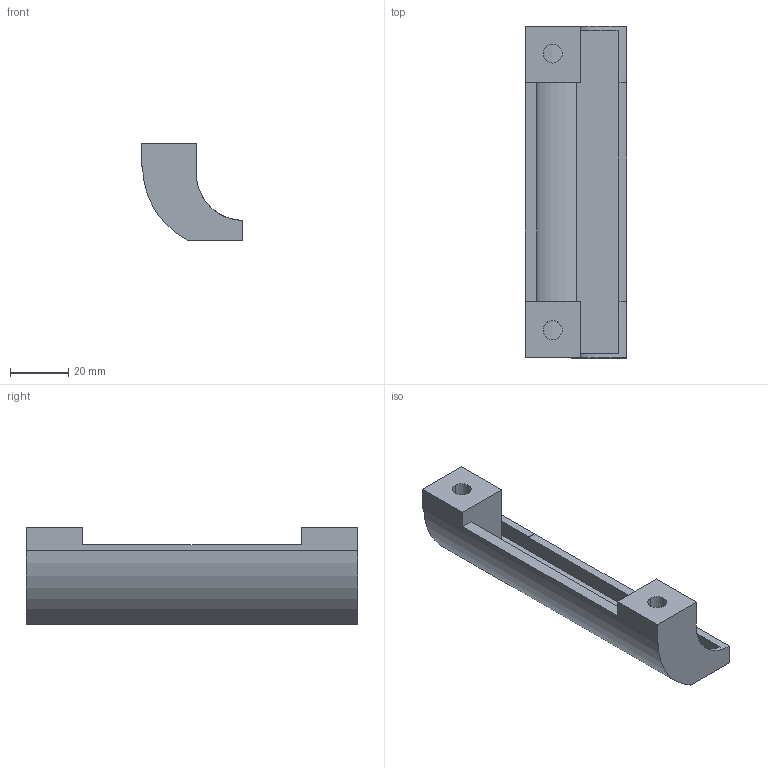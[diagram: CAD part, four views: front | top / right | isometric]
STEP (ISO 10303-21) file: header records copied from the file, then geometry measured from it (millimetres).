
FILE_DESCRIPTION((''),'2;1');
FILE_NAME('12079_ROCAJ_ZAPRT_KPL_ASM','2022-09-19T07:50:42',('PredragRovcanin'),('Audax d.o.o.'),'CREO PARAMETRIC BY PTC INC, 2020281','CREO PARAMETRIC BY PTC INC, 2020281','');
FILE_SCHEMA(('AP242_MANAGED_MODEL_BASED_3D_ENGINEERING_MIM_LF { 1 0 10303 442 1 1 4 }'));
Length unit declared in the file: millimetre
Products named in the file (2): 12079_ROCAJ_ZAPRT; 12079_ROCAJ_ZAPRT_KPL_ASM
Assembly tree (1 placements, depth 2):
  12079_ROCAJ_ZAPRT_KPL_ASM
    12079_ROCAJ_ZAPRT
Bounding box: 35 x 114 x 33.5 mm (x, y, z)
Volume: 27166.3 mm3; surface area: 19424.6 mm2
Topology: 1 solids, 1 shells, 41 faces, 110 edges, 82 vertices
Faces by surface type: plane 31, cylinder 10
Entity records: 2175 total; most frequent: COLOUR_RGB 321, CARTESIAN_POINT 229, DIRECTION 226, ORIENTED_EDGE 206, PRESENTATION_STYLE_ASSIGNMENT 113, STYLED_ITEM 113, CURVE_STYLE 112, EDGE_CURVE 103
